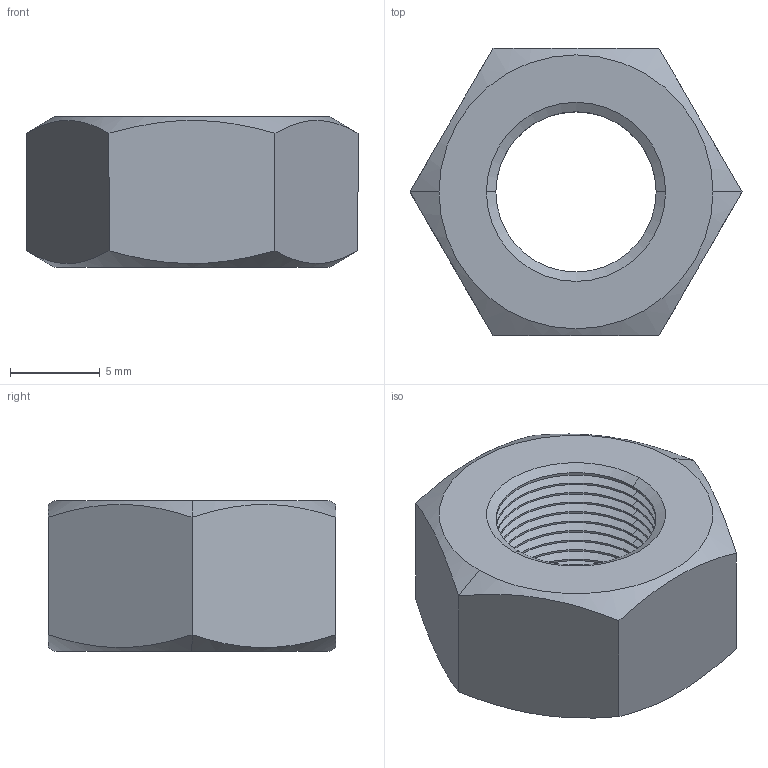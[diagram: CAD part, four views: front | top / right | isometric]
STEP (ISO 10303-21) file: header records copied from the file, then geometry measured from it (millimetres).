
FILE_DESCRIPTION (( 'STEP AP214' ), '1' );
FILE_NAME ('M10-B.STEP', '2021-10-17T16:31:03', ( 'China' ), ( 'Home' ), 'SwSTEP 2.0', 'SolidWorks 2018', '' );
FILE_SCHEMA (( 'AUTOMOTIVE_DESIGN' ));
Length unit declared in the file: millimetre
Products named in the file (1): M10-B
Bounding box: 18.48 x 16 x 8.4 mm (x, y, z)
Volume: 1267.5 mm3; surface area: 1166.6 mm2
Topology: 1 solids, 1 shells, 88 faces, 180 edges, 94 vertices
Faces by surface type: cone 56, cylinder 24, plane 8
Entity records: 2380 total; most frequent: CARTESIAN_POINT 487, DIRECTION 428, ORIENTED_EDGE 360, EDGE_CURVE 180, AXIS2_PLACEMENT_3D 171, VERTEX_POINT 94, EDGE_LOOP 90, FACE_OUTER_BOUND 88
